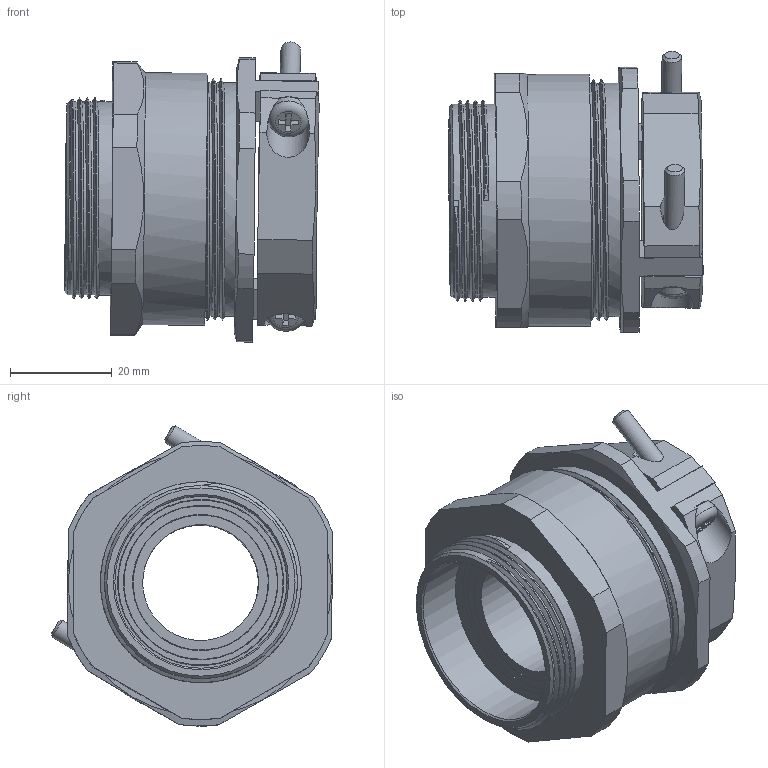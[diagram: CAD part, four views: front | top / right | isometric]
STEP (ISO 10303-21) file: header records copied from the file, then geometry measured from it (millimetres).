
FILE_DESCRIPTION(/* description */ ('Messing-KV mit zentrischer Zugentlastung Mutter M40/PG36'),/* implementation_level */ '2;1');
FILE_NAME(/* name */ '60009540-RST.stp',/* time_stamp */ '2015-06-01T13:53:18+02:00',/* author */ ('sl'),/* organization */ (''),/* preprocessor_version */ 'ST-DEVELOPER v15.2',/* originating_system */ 'Autodesk Inventor 2014',/* authorisation */ '');
FILE_SCHEMA (('CONFIG_CONTROL_DESIGN'));
Length unit declared in the file: millimetre
Products named in the file (8): Messing-KV-02-BT-0001-60009540; Messing-KV-02-BT-0002-60009540; Messing-KV-02-BT-0003-60009540; Messing-KV-02-BT-0004-60009540; Messing-KV-02-BT-0005-60009540; Messing-KV-02-BT-0006-60009540; Messing-KV-02-BT-0007-60009540; Messing-KV-02-BG-0001-60009540
Assembly tree (9 placements, depth 2):
  Messing-KV-02-BG-0001-60009540
    Messing-KV-02-BT-0001-60009540
    Messing-KV-02-BT-0002-60009540
    Messing-KV-02-BT-0003-60009540  x2
    Messing-KV-02-BT-0004-60009540
    Messing-KV-02-BT-0005-60009540
    Messing-KV-02-BT-0006-60009540
    Messing-KV-02-BT-0007-60009540  x2
Bounding box: 50.04 x 55.35 x 59.06 mm (x, y, z)
Volume: 43611.9 mm3; surface area: 37356.2 mm2
Topology: 9 solids, 9 shells, 238 faces, 594 edges, 384 vertices
Faces by surface type: plane 120, cylinder 78, cone 26, torus 8, bspline 6
Full cylindrical faces by diameter (mm): 3.9 x2, 4.4 x2, 4.6 x4, 8 x2, 22.8 x1, 26.6 x1, 26.8 x1, 30.2 x1, 30.4 x1, 32.5 x1, 32.7 x1, 33.9 x1, 37 x1, 38.028 x4, 40.07 x2, 44 x1, 44.91 x2, 45.28 x8, 45.949 x5, 49.62 x1
Entity records: 18492 total; most frequent: CARTESIAN_POINT 13922, DIRECTION 898, ORIENTED_EDGE 894, EDGE_CURVE 447, AXIS2_PLACEMENT_3D 345, VERTEX_POINT 308, EDGE_LOOP 259, LINE 208
